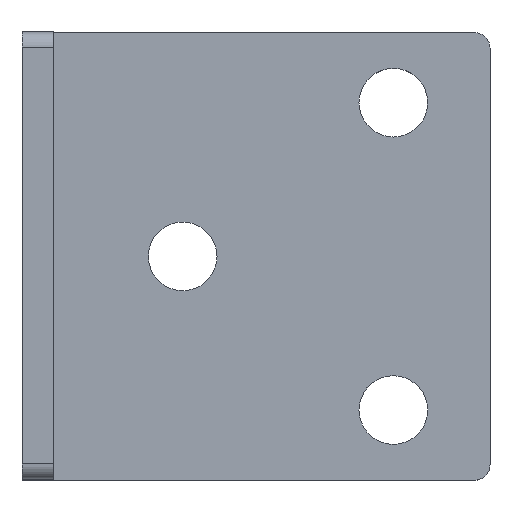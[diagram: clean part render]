
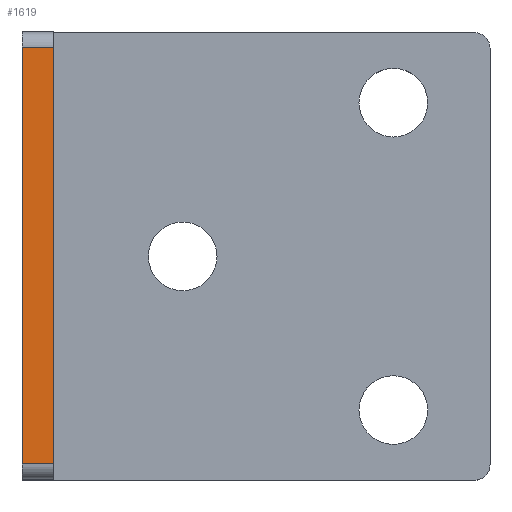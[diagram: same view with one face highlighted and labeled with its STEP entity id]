
A CAD part, top view. The second image highlights one B-rep face of the part: STEP entity #1619.
In plain terms, the highlighted planar face has unit normal (0, 0, 1).
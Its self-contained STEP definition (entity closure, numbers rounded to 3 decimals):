
#654 = PLANE('',#655);
#655 = AXIS2_PLACEMENT_3D('',#656,#657,#658);
#656 = CARTESIAN_POINT('',(-13.,14.35,
    2.));
#657 = DIRECTION('',(-1.,0.,0.));
#658 = DIRECTION('',(0.,0.,1.));
#890 = CYLINDRICAL_SURFACE('',#891,1.);
#891 = AXIS2_PLACEMENT_3D('',#892,#893,#894);
#892 = CARTESIAN_POINT('',(-13.,-13.35,
    31.));
#893 = DIRECTION('',(-1.,0.,0.));
#894 = DIRECTION('',(0.,0.,1.));
#916 = PLANE('',#917);
#917 = AXIS2_PLACEMENT_3D('',#918,#919,#920);
#918 = CARTESIAN_POINT('',(-15.,14.35,2.));
#919 = DIRECTION('',(-1.,0.,0.));
#920 = DIRECTION('',(0.,0.,1.));
#1175 = VERTEX_POINT('',#1176);
#1176 = CARTESIAN_POINT('',(-13.,-13.35,
    32.));
#1202 = EDGE_CURVE('',#1203,#1175,#1205,.T.);
#1203 = VERTEX_POINT('',#1204);
#1204 = CARTESIAN_POINT('',(-13.,13.35,
    32.));
#1205 = SURFACE_CURVE('',#1206,(#1210,#1217),.PCURVE_S1.);
#1206 = LINE('',#1207,#1208);
#1207 = CARTESIAN_POINT('',(-13.,14.35,
    32.));
#1208 = VECTOR('',#1209,1.);
#1209 = DIRECTION('',(0.,-1.,0.));
#1210 = PCURVE('',#654,#1211);
#1211 = DEFINITIONAL_REPRESENTATION('',(#1212),#1216);
#1212 = LINE('',#1213,#1214);
#1213 = CARTESIAN_POINT('',(30.,0.));
#1214 = VECTOR('',#1215,1.);
#1215 = DIRECTION('',(0.,-1.));
#1216 = ( GEOMETRIC_REPRESENTATION_CONTEXT(2) 
PARAMETRIC_REPRESENTATION_CONTEXT() REPRESENTATION_CONTEXT('2D SPACE',''
  ) );
#1217 = PCURVE('',#1218,#1223);
#1218 = PLANE('',#1219);
#1219 = AXIS2_PLACEMENT_3D('',#1220,#1221,#1222);
#1220 = CARTESIAN_POINT('',(-13.,14.35,
    32.));
#1221 = DIRECTION('',(0.,0.,1.));
#1222 = DIRECTION('',(0.,-1.,0.));
#1223 = DEFINITIONAL_REPRESENTATION('',(#1224),#1228);
#1224 = LINE('',#1225,#1226);
#1225 = CARTESIAN_POINT('',(0.,0.));
#1226 = VECTOR('',#1227,1.);
#1227 = DIRECTION('',(1.,0.));
#1228 = ( GEOMETRIC_REPRESENTATION_CONTEXT(2) 
PARAMETRIC_REPRESENTATION_CONTEXT() REPRESENTATION_CONTEXT('2D SPACE',''
  ) );
#1249 = CYLINDRICAL_SURFACE('',#1250,1.);
#1250 = AXIS2_PLACEMENT_3D('',#1251,#1252,#1253);
#1251 = CARTESIAN_POINT('',(-13.,13.35,
    31.));
#1252 = DIRECTION('',(-1.,0.,0.));
#1253 = DIRECTION('',(0.,1.,0.));
#1360 = VERTEX_POINT('',#1361);
#1361 = CARTESIAN_POINT('',(-15.,-13.35,
    32.));
#1387 = EDGE_CURVE('',#1175,#1360,#1388,.T.);
#1388 = SURFACE_CURVE('',#1389,(#1393,#1400),.PCURVE_S1.);
#1389 = LINE('',#1390,#1391);
#1390 = CARTESIAN_POINT('',(-13.,-13.35,
    32.));
#1391 = VECTOR('',#1392,1.);
#1392 = DIRECTION('',(-1.,0.,0.));
#1393 = PCURVE('',#890,#1394);
#1394 = DEFINITIONAL_REPRESENTATION('',(#1395),#1399);
#1395 = LINE('',#1396,#1397);
#1396 = CARTESIAN_POINT('',(0.,0.));
#1397 = VECTOR('',#1398,1.);
#1398 = DIRECTION('',(0.,1.));
#1399 = ( GEOMETRIC_REPRESENTATION_CONTEXT(2) 
PARAMETRIC_REPRESENTATION_CONTEXT() REPRESENTATION_CONTEXT('2D SPACE',''
  ) );
#1400 = PCURVE('',#1218,#1401);
#1401 = DEFINITIONAL_REPRESENTATION('',(#1402),#1406);
#1402 = LINE('',#1403,#1404);
#1403 = CARTESIAN_POINT('',(27.7,0.));
#1404 = VECTOR('',#1405,1.);
#1405 = DIRECTION('',(0.,-1.));
#1406 = ( GEOMETRIC_REPRESENTATION_CONTEXT(2) 
PARAMETRIC_REPRESENTATION_CONTEXT() REPRESENTATION_CONTEXT('2D SPACE',''
  ) );
#1437 = EDGE_CURVE('',#1438,#1360,#1440,.T.);
#1438 = VERTEX_POINT('',#1439);
#1439 = CARTESIAN_POINT('',(-15.,13.35,
    32.));
#1440 = SURFACE_CURVE('',#1441,(#1445,#1452),.PCURVE_S1.);
#1441 = LINE('',#1442,#1443);
#1442 = CARTESIAN_POINT('',(-15.,14.35,
    32.));
#1443 = VECTOR('',#1444,1.);
#1444 = DIRECTION('',(0.,-1.,0.));
#1445 = PCURVE('',#916,#1446);
#1446 = DEFINITIONAL_REPRESENTATION('',(#1447),#1451);
#1447 = LINE('',#1448,#1449);
#1448 = CARTESIAN_POINT('',(30.,0.));
#1449 = VECTOR('',#1450,1.);
#1450 = DIRECTION('',(0.,-1.));
#1451 = ( GEOMETRIC_REPRESENTATION_CONTEXT(2) 
PARAMETRIC_REPRESENTATION_CONTEXT() REPRESENTATION_CONTEXT('2D SPACE',''
  ) );
#1452 = PCURVE('',#1218,#1453);
#1453 = DEFINITIONAL_REPRESENTATION('',(#1454),#1458);
#1454 = LINE('',#1455,#1456);
#1455 = CARTESIAN_POINT('',(0.,-2.));
#1456 = VECTOR('',#1457,1.);
#1457 = DIRECTION('',(1.,0.));
#1458 = ( GEOMETRIC_REPRESENTATION_CONTEXT(2) 
PARAMETRIC_REPRESENTATION_CONTEXT() REPRESENTATION_CONTEXT('2D SPACE',''
  ) );
#1597 = EDGE_CURVE('',#1203,#1438,#1598,.T.);
#1598 = SURFACE_CURVE('',#1599,(#1603,#1610),.PCURVE_S1.);
#1599 = LINE('',#1600,#1601);
#1600 = CARTESIAN_POINT('',(-13.,13.35,
    32.));
#1601 = VECTOR('',#1602,1.);
#1602 = DIRECTION('',(-1.,0.,0.));
#1603 = PCURVE('',#1249,#1604);
#1604 = DEFINITIONAL_REPRESENTATION('',(#1605),#1609);
#1605 = LINE('',#1606,#1607);
#1606 = CARTESIAN_POINT('',(-1.571,0.));
#1607 = VECTOR('',#1608,1.);
#1608 = DIRECTION('',(0.,1.));
#1609 = ( GEOMETRIC_REPRESENTATION_CONTEXT(2) 
PARAMETRIC_REPRESENTATION_CONTEXT() REPRESENTATION_CONTEXT('2D SPACE',''
  ) );
#1610 = PCURVE('',#1218,#1611);
#1611 = DEFINITIONAL_REPRESENTATION('',(#1612),#1616);
#1612 = LINE('',#1613,#1614);
#1613 = CARTESIAN_POINT('',(1.,0.));
#1614 = VECTOR('',#1615,1.);
#1615 = DIRECTION('',(0.,-1.));
#1616 = ( GEOMETRIC_REPRESENTATION_CONTEXT(2) 
PARAMETRIC_REPRESENTATION_CONTEXT() REPRESENTATION_CONTEXT('2D SPACE',''
  ) );
#1619 = ADVANCED_FACE('',(#1620),#1218,.T.);
#1620 = FACE_BOUND('',#1621,.T.);
#1621 = EDGE_LOOP('',(#1622,#1623,#1624,#1625));
#1622 = ORIENTED_EDGE('',*,*,#1202,.F.);
#1623 = ORIENTED_EDGE('',*,*,#1597,.T.);
#1624 = ORIENTED_EDGE('',*,*,#1437,.T.);
#1625 = ORIENTED_EDGE('',*,*,#1387,.F.);
